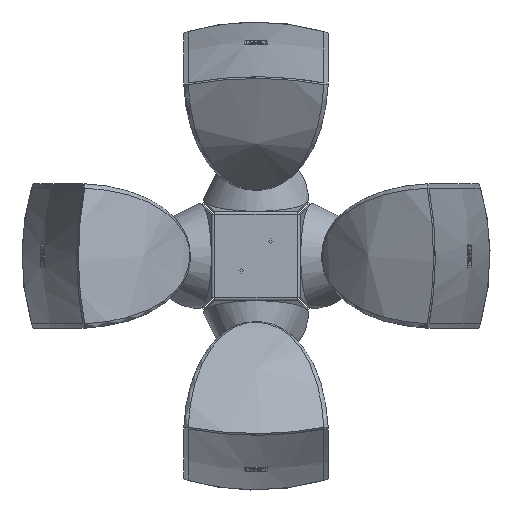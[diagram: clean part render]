
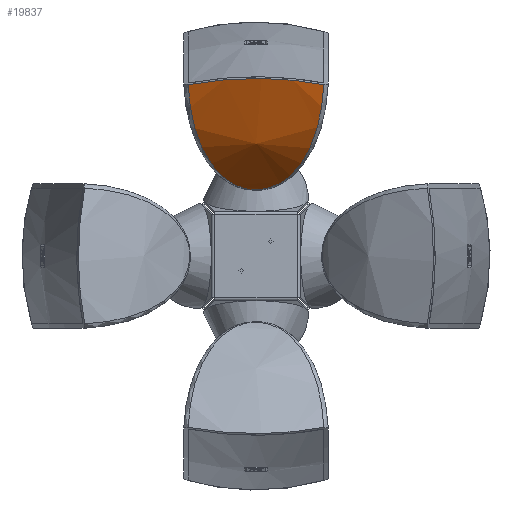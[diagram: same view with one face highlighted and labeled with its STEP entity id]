
A CAD part, front view. The second image highlights one B-rep face of the part: STEP entity #19837.
In plain terms, the highlighted free-form (B-spline) face has degree [2, 2] with [3, 3] control points.
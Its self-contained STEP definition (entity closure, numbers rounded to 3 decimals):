
#156=(
BOUNDED_SURFACE()
B_SPLINE_SURFACE(2,2,((#30639,#30640,#30641),(#30642,#30643,#30644),(#30645,
#30646,#30647)),.UNSPECIFIED.,.F.,.F.,.F.)
B_SPLINE_SURFACE_WITH_KNOTS((3,3),(3,3),(-0.202,0.202),
(0.046,0.894),.UNSPECIFIED.)
GEOMETRIC_REPRESENTATION_ITEM()
RATIONAL_B_SPLINE_SURFACE(((1.,0.912,1.),(0.98,
0.893,0.98),(1.,0.912,1.)))
REPRESENTATION_ITEM('')
SURFACE()
);
#665=B_SPLINE_CURVE_WITH_KNOTS('',3,(#28322,#28323,#28324,#28325,#28326,
#28327,#28328,#28329,#28330,#28331),.UNSPECIFIED.,.F.,.F.,(4,2,2,2,4),(-18.383,
-13.789,-9.192,-4.594,0.),
 .UNSPECIFIED.);
#716=B_SPLINE_CURVE_WITH_KNOTS('',3,(#30648,#30649,#30650,#30651,#30652,
#30653,#30654,#30655,#30656,#30657,#30658,#30659,#30660,#30661,#30662,#30663,
#30664,#30665,#30666,#30667,#30668,#30669,#30670,#30671,#30672,#30673,#30674,
#30675,#30676,#30677,#30678,#30679,#30680,#30681,#30682,#30683),
 .UNSPECIFIED.,.F.,.F.,(4,2,2,2,2,2,2,2,2,2,2,2,2,2,2,2,2,4),(0.,
0.125,0.188,0.25,0.313,0.375,0.406,0.438,0.469,0.5,
0.531,0.562,0.625,0.687,
0.75,0.812,0.875,1.),
 .UNSPECIFIED.);
#4811=FACE_OUTER_BOUND('',#6027,.T.);
#6027=EDGE_LOOP('',(#13550,#13551));
#7828=VERTEX_POINT('',#28310);
#7829=VERTEX_POINT('',#28321);
#9871=EDGE_CURVE('',#7828,#7829,#665,.T.);
#10053=EDGE_CURVE('',#7828,#7829,#716,.T.);
#13550=ORIENTED_EDGE('',*,*,#9871,.F.);
#13551=ORIENTED_EDGE('',*,*,#10053,.T.);
#19837=ADVANCED_FACE('',(#4811),#156,.F.);
#28310=CARTESIAN_POINT('',(-90.309,-138.349,228.237));
#28321=CARTESIAN_POINT('',(90.309,-138.349,228.237));
#28322=CARTESIAN_POINT('Ctrl Pts',(-90.309,-138.349,
228.237));
#28323=CARTESIAN_POINT('Ctrl Pts',(-75.78,-142.358,
230.945));
#28324=CARTESIAN_POINT('Ctrl Pts',(-60.88,-145.361,
233.036));
#28325=CARTESIAN_POINT('Ctrl Pts',(-30.632,-149.373,
235.845));
#28326=CARTESIAN_POINT('Ctrl Pts',(-15.327,-150.375,236.559));
#28327=CARTESIAN_POINT('Ctrl Pts',(15.327,-150.375,236.559));
#28328=CARTESIAN_POINT('Ctrl Pts',(30.631,-149.373,235.845));
#28329=CARTESIAN_POINT('Ctrl Pts',(60.88,-145.361,233.036));
#28330=CARTESIAN_POINT('Ctrl Pts',(75.779,-142.358,230.945));
#28331=CARTESIAN_POINT('Ctrl Pts',(90.309,-138.349,228.237));
#30639=CARTESIAN_POINT('Ctrl Pts',(-90.309,-141.538,
238.952));
#30640=CARTESIAN_POINT('Ctrl Pts',(-90.309,-115.032,
141.065));
#30641=CARTESIAN_POINT('Ctrl Pts',(-90.309,-24.113,
96.14));
#30642=CARTESIAN_POINT('Ctrl Pts',(0.,-159.395,
234.116));
#30643=CARTESIAN_POINT('Ctrl Pts',(0.,-130.708,
128.175));
#30644=CARTESIAN_POINT('Ctrl Pts',(0.,-32.308,
79.554));
#30645=CARTESIAN_POINT('Ctrl Pts',(90.309,-141.538,238.952));
#30646=CARTESIAN_POINT('Ctrl Pts',(90.309,-115.032,141.065));
#30647=CARTESIAN_POINT('Ctrl Pts',(90.309,-24.113,96.14));
#30648=CARTESIAN_POINT('Ctrl Pts',(-90.309,-138.349,228.237));
#30649=CARTESIAN_POINT('Ctrl Pts',(-89.554,-132.893,210.945));
#30650=CARTESIAN_POINT('Ctrl Pts',(-87.368,-125.779,
194.609));
#30651=CARTESIAN_POINT('Ctrl Pts',(-81.881,-112.768,
171.485));
#30652=CARTESIAN_POINT('Ctrl Pts',(-79.677,-108.044,
164.037));
#30653=CARTESIAN_POINT('Ctrl Pts',(-74.588,-98.108,
149.996));
#30654=CARTESIAN_POINT('Ctrl Pts',(-71.693,-92.866,
143.351));
#30655=CARTESIAN_POINT('Ctrl Pts',(-65.098,-81.909,
130.797));
#30656=CARTESIAN_POINT('Ctrl Pts',(-61.382,-76.162,
124.861));
#30657=CARTESIAN_POINT('Ctrl Pts',(-52.976,-64.442,
113.89));
#30658=CARTESIAN_POINT('Ctrl Pts',(-48.34,-58.514,108.894));
#30659=CARTESIAN_POINT('Ctrl Pts',(-40.334,-49.799,
102.192));
#30660=CARTESIAN_POINT('Ctrl Pts',(-37.485,-46.927,
100.093));
#30661=CARTESIAN_POINT('Ctrl Pts',(-31.39,-41.459,96.268));
#30662=CARTESIAN_POINT('Ctrl Pts',(-28.138,-38.848,
94.531));
#30663=CARTESIAN_POINT('Ctrl Pts',(-20.966,-34.114,
91.495));
#30664=CARTESIAN_POINT('Ctrl Pts',(-17.121,-32.041,
90.228));
#30665=CARTESIAN_POINT('Ctrl Pts',(-8.714,-29.037,
88.429));
#30666=CARTESIAN_POINT('Ctrl Pts',(-4.113,-28.17,
87.929));
#30667=CARTESIAN_POINT('Ctrl Pts',(4.894,-28.269,87.987));
#30668=CARTESIAN_POINT('Ctrl Pts',(9.424,-29.224,88.538));
#30669=CARTESIAN_POINT('Ctrl Pts',(17.719,-32.334,90.407));
#30670=CARTESIAN_POINT('Ctrl Pts',(21.586,-34.479,91.723));
#30671=CARTESIAN_POINT('Ctrl Pts',(32.14,-41.59,96.303));
#30672=CARTESIAN_POINT('Ctrl Pts',(38.11,-47.337,100.28));
#30673=CARTESIAN_POINT('Ctrl Pts',(48.622,-58.865,109.184));
#30674=CARTESIAN_POINT('Ctrl Pts',(53.219,-64.761,114.17));
#30675=CARTESIAN_POINT('Ctrl Pts',(61.574,-76.45,125.15));
#30676=CARTESIAN_POINT('Ctrl Pts',(65.252,-82.153,131.06));
#30677=CARTESIAN_POINT('Ctrl Pts',(71.805,-93.064,143.595));
#30678=CARTESIAN_POINT('Ctrl Pts',(74.686,-98.289,150.235));
#30679=CARTESIAN_POINT('Ctrl Pts',(79.753,-108.203,164.279));
#30680=CARTESIAN_POINT('Ctrl Pts',(81.948,-112.917,171.734));
#30681=CARTESIAN_POINT('Ctrl Pts',(87.382,-125.831,194.736));
#30682=CARTESIAN_POINT('Ctrl Pts',(89.556,-132.91,210.999));
#30683=CARTESIAN_POINT('Ctrl Pts',(90.309,-138.349,228.237));
